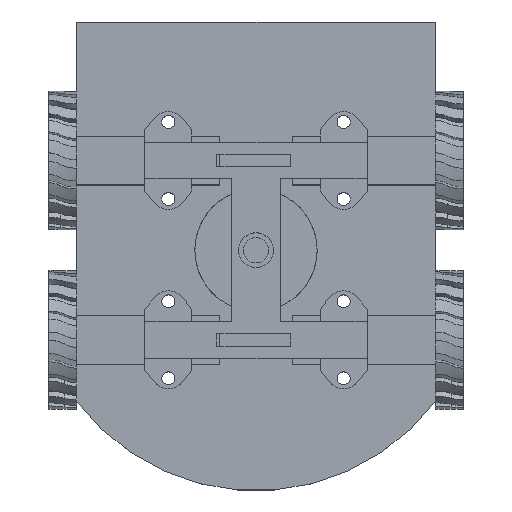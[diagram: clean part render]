
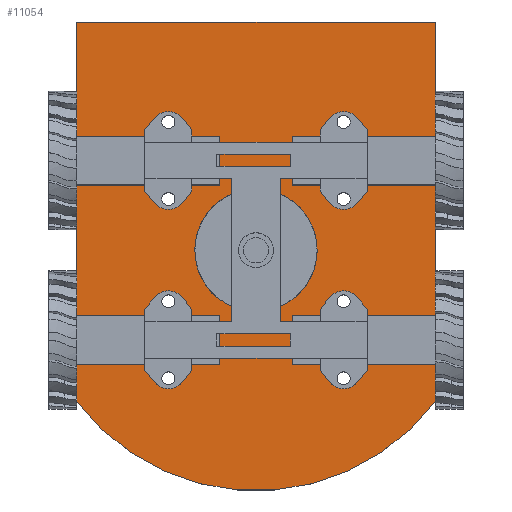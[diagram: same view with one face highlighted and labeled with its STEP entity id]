
A CAD part, top view. The second image highlights one B-rep face of the part: STEP entity #11054.
In plain terms, the highlighted planar face has unit normal (0, 0, 1).
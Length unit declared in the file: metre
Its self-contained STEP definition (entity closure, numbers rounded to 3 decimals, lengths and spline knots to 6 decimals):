
#480=CIRCLE('',#12197,0.055);
#481=CIRCLE('',#12201,0.0016);
#483=CIRCLE('',#12204,0.0016);
#485=CIRCLE('',#12207,0.0016);
#487=CIRCLE('',#12210,0.0016);
#489=CIRCLE('',#12213,0.0016);
#491=CIRCLE('',#12216,0.0016);
#493=CIRCLE('',#12219,0.0016);
#495=CIRCLE('',#12222,0.01);
#497=CIRCLE('',#12226,0.0016);
#3640=ORIENTED_EDGE('',*,*,#5570,.T.);
#3641=ORIENTED_EDGE('',*,*,#5574,.F.);
#3642=ORIENTED_EDGE('',*,*,#5577,.T.);
#3643=ORIENTED_EDGE('',*,*,#5595,.T.);
#3644=ORIENTED_EDGE('',*,*,#5592,.F.);
#3645=ORIENTED_EDGE('',*,*,#5590,.T.);
#3646=ORIENTED_EDGE('',*,*,#5588,.F.);
#3647=ORIENTED_EDGE('',*,*,#5586,.T.);
#3648=ORIENTED_EDGE('',*,*,#5584,.T.);
#3649=ORIENTED_EDGE('',*,*,#5582,.F.);
#3650=ORIENTED_EDGE('',*,*,#5580,.F.);
#3651=ORIENTED_EDGE('',*,*,#5578,.F.);
#3652=ORIENTED_EDGE('',*,*,#5596,.T.);
#5570=EDGE_CURVE('',#6775,#6774,#480,.T.);
#5574=EDGE_CURVE('',#6777,#6774,#7706,.T.);
#5577=EDGE_CURVE('',#6777,#6779,#7709,.T.);
#5578=EDGE_CURVE('',#6780,#6780,#481,.T.);
#5580=EDGE_CURVE('',#6782,#6782,#483,.T.);
#5582=EDGE_CURVE('',#6784,#6784,#485,.T.);
#5584=EDGE_CURVE('',#6786,#6786,#487,.T.);
#5586=EDGE_CURVE('',#6788,#6788,#489,.T.);
#5588=EDGE_CURVE('',#6790,#6790,#491,.T.);
#5590=EDGE_CURVE('',#6792,#6792,#493,.T.);
#5592=EDGE_CURVE('',#6794,#6794,#495,.T.);
#5595=EDGE_CURVE('',#6779,#6775,#7711,.T.);
#5596=EDGE_CURVE('',#6796,#6796,#497,.T.);
#6774=VERTEX_POINT('',#18915);
#6775=VERTEX_POINT('',#18917);
#6777=VERTEX_POINT('',#18923);
#6779=VERTEX_POINT('',#18929);
#6780=VERTEX_POINT('',#18933);
#6782=VERTEX_POINT('',#18938);
#6784=VERTEX_POINT('',#18943);
#6786=VERTEX_POINT('',#18948);
#6788=VERTEX_POINT('',#18953);
#6790=VERTEX_POINT('',#18958);
#6792=VERTEX_POINT('',#18963);
#6794=VERTEX_POINT('',#18968);
#6796=VERTEX_POINT('',#18976);
#7706=LINE('',#18924,#8682);
#7709=LINE('',#18930,#8685);
#7711=LINE('',#18973,#8687);
#8682=VECTOR('',#14774,1.);
#8685=VECTOR('',#14779,1.);
#8687=VECTOR('',#14831,1.);
#9443=EDGE_LOOP('',(#3640,#3641,#3642,#3643));
#9444=EDGE_LOOP('',(#3644));
#9445=EDGE_LOOP('',(#3645));
#9446=EDGE_LOOP('',(#3646));
#9447=EDGE_LOOP('',(#3647));
#9448=EDGE_LOOP('',(#3648));
#9449=EDGE_LOOP('',(#3649));
#9450=EDGE_LOOP('',(#3650));
#9451=EDGE_LOOP('',(#3651));
#9452=EDGE_LOOP('',(#3652));
#10108=FACE_BOUND('',#9443,.T.);
#10109=FACE_BOUND('',#9444,.T.);
#10110=FACE_BOUND('',#9445,.T.);
#10111=FACE_BOUND('',#9446,.T.);
#10112=FACE_BOUND('',#9447,.T.);
#10113=FACE_BOUND('',#9448,.T.);
#10114=FACE_BOUND('',#9449,.T.);
#10115=FACE_BOUND('',#9450,.T.);
#10116=FACE_BOUND('',#9451,.T.);
#10117=FACE_BOUND('',#9452,.T.);
#10505=PLANE('',#12228);
#11054=ADVANCED_FACE('',(#10108,#10109,#10110,#10111,#10112,#10113,#10114,
#10115,#10116,#10117),#10505,.T.);
#12197=AXIS2_PLACEMENT_3D('',#18916,#14767,#14768);
#12201=AXIS2_PLACEMENT_3D('',#18932,#14782,#14783);
#12204=AXIS2_PLACEMENT_3D('',#18937,#14788,#14789);
#12207=AXIS2_PLACEMENT_3D('',#18942,#14794,#14795);
#12210=AXIS2_PLACEMENT_3D('',#18947,#14800,#14801);
#12213=AXIS2_PLACEMENT_3D('',#18952,#14806,#14807);
#12216=AXIS2_PLACEMENT_3D('',#18957,#14812,#14813);
#12219=AXIS2_PLACEMENT_3D('',#18962,#14818,#14819);
#12222=AXIS2_PLACEMENT_3D('',#18967,#14824,#14825);
#12226=AXIS2_PLACEMENT_3D('',#18975,#14834,#14835);
#12228=AXIS2_PLACEMENT_3D('',#18979,#14838,#14839);
#14767=DIRECTION('',(0.,0.,1.));
#14768=DIRECTION('',(1.,0.,0.));
#14774=DIRECTION('',(0.,-1.,0.));
#14779=DIRECTION('',(-1.,0.,0.));
#14782=DIRECTION('',(0.,0.,1.));
#14783=DIRECTION('',(1.,0.,0.));
#14788=DIRECTION('',(0.,0.,1.));
#14789=DIRECTION('',(1.,0.,0.));
#14794=DIRECTION('',(0.,0.,1.));
#14795=DIRECTION('',(1.,0.,0.));
#14800=DIRECTION('',(0.,0.,-1.));
#14801=DIRECTION('',(1.,0.,0.));
#14806=DIRECTION('',(0.,0.,-1.));
#14807=DIRECTION('',(1.,0.,0.));
#14812=DIRECTION('',(0.,0.,1.));
#14813=DIRECTION('',(1.,0.,0.));
#14818=DIRECTION('',(0.,0.,-1.));
#14819=DIRECTION('',(1.,0.,0.));
#14824=DIRECTION('',(0.,0.,1.));
#14825=DIRECTION('',(1.,0.,0.));
#14831=DIRECTION('',(0.,-1.,0.));
#14834=DIRECTION('',(0.,0.,-1.));
#14835=DIRECTION('',(1.,0.,0.));
#14838=DIRECTION('',(0.,0.,1.));
#14839=DIRECTION('',(1.,0.,0.));
#18915=CARTESIAN_POINT('',(0.044,-0.043,0.0016));
#18916=CARTESIAN_POINT('',(0.,-0.01,0.0016));
#18917=CARTESIAN_POINT('',(-0.044,-0.043,0.0016));
#18923=CARTESIAN_POINT('',(0.044,0.05,0.0016));
#18924=CARTESIAN_POINT('',(0.044,0.0035,0.0016));
#18929=CARTESIAN_POINT('',(-0.044,0.05,0.0016));
#18930=CARTESIAN_POINT('',(0.,0.05,0.0016));
#18932=CARTESIAN_POINT('',(-0.0215,-0.03745,0.0016));
#18933=CARTESIAN_POINT('',(-0.0199,-0.03745,0.0016));
#18937=CARTESIAN_POINT('',(0.0215,-0.01855,0.0016));
#18938=CARTESIAN_POINT('',(0.0231,-0.01855,0.0016));
#18942=CARTESIAN_POINT('',(-0.0215,0.00655,0.0016));
#18943=CARTESIAN_POINT('',(-0.0199,0.00655,0.0016));
#18947=CARTESIAN_POINT('',(0.0215,0.00655,0.0016));
#18948=CARTESIAN_POINT('',(0.0231,0.00655,0.0016));
#18952=CARTESIAN_POINT('',(-0.0215,0.02545,0.0016));
#18953=CARTESIAN_POINT('',(-0.0199,0.02545,0.0016));
#18957=CARTESIAN_POINT('',(0.0215,0.02545,0.0016));
#18958=CARTESIAN_POINT('',(0.0231,0.02545,0.0016));
#18962=CARTESIAN_POINT('',(0.0215,-0.03745,0.0016));
#18963=CARTESIAN_POINT('',(0.0231,-0.03745,0.0016));
#18967=CARTESIAN_POINT('',(0.,-0.006,0.0016));
#18968=CARTESIAN_POINT('',(0.01,-0.006,0.0016));
#18973=CARTESIAN_POINT('',(-0.044,0.0035,0.0016));
#18975=CARTESIAN_POINT('',(-0.0215,-0.01855,0.0016));
#18976=CARTESIAN_POINT('',(-0.0199,-0.01855,0.0016));
#18979=CARTESIAN_POINT('',(0.012657,-0.0075,0.0016));
